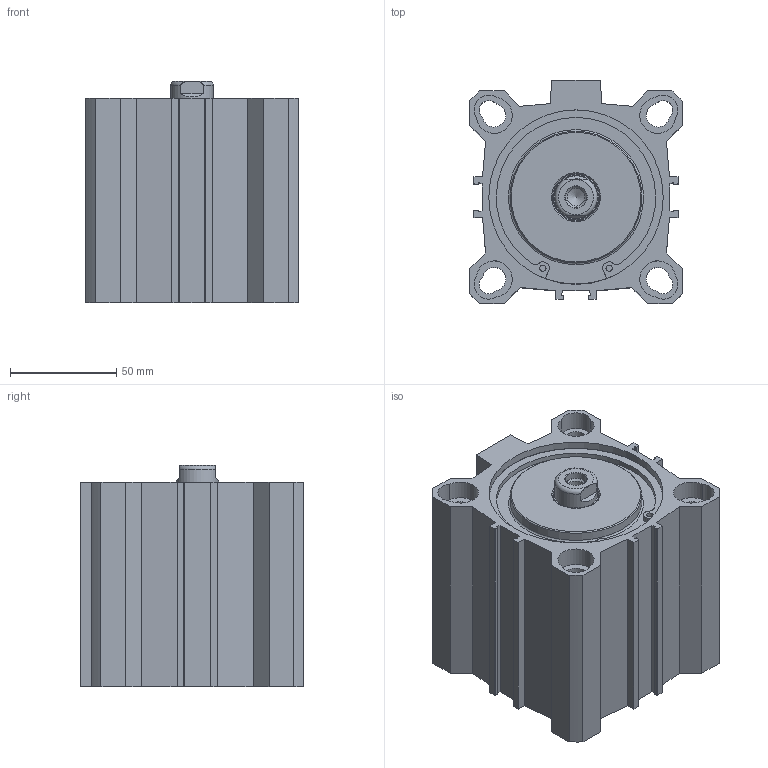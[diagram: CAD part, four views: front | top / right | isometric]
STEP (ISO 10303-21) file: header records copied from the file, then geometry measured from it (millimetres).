
FILE_DESCRIPTION((''),'2;1');
FILE_NAME('FSR080.040.GS.F.stp','2014-06-20T08:23:52',('carlo.corazza'),(''),'Autodesk Inventor 2012','Autodesk Inventor 2012','');
FILE_SCHEMA(('AUTOMOTIVE_DESIGN { 1 0 10303 214 1 1 1 1 }'));
Length unit declared in the file: millimetre
Products named in the file (5): FSR080..GS.F; CORPO-040; STELO-040; TA; TP
Assembly tree (4 placements, depth 2):
  FSR080..GS.F
    CORPO-040
    STELO-040
    TA
    TP
Bounding box: 100 x 105 x 104 mm (x, y, z)
Volume: 365653 mm3; surface area: 131816.4 mm2
Topology: 4 solids, 4 shells, 237 faces, 583 edges, 376 vertices
Faces by surface type: plane 106, cylinder 93, cone 28, torus 10
Full cylindrical faces by diameter (mm): 3 x4, 4.3 x2, 8.376 x2, 10.25 x1, 11.445 x2, 20 x1, 20.6 x1, 21.9 x1, 23 x1, 24.8 x1, 25 x1, 62 x2, 80 x1, 80.2 x1, 81.7 x4, 82.1 x2, 85.6 x2
Entity records: 7093 total; most frequent: CARTESIAN_POINT 1242, DIRECTION 1208, ORIENTED_EDGE 1006, EDGE_CURVE 503, AXIS2_PLACEMENT_3D 469, VERTEX_POINT 361, EDGE_LOOP 340, VECTOR 270
